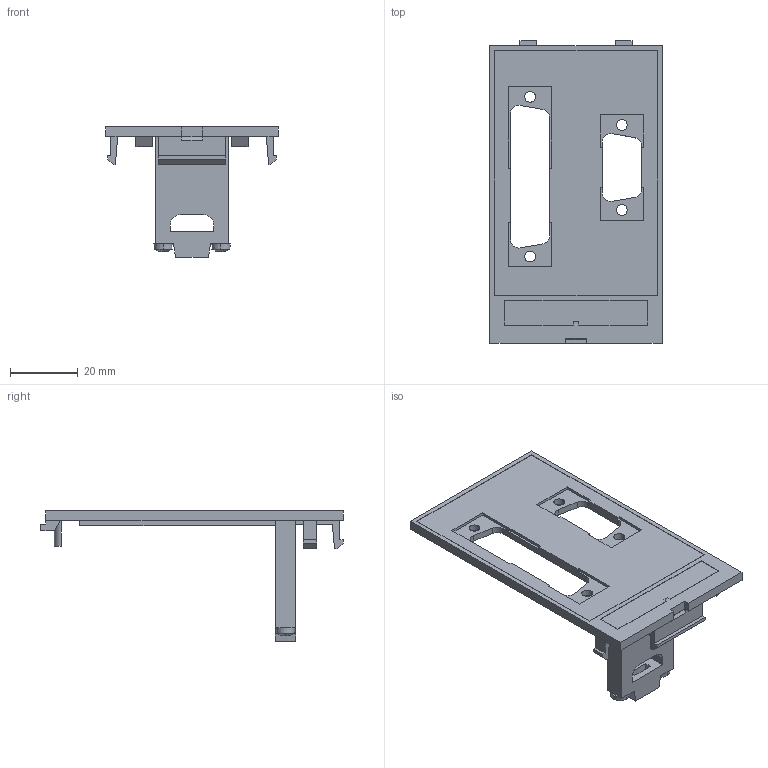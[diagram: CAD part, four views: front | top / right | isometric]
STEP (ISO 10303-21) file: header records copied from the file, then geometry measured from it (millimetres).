
FILE_DESCRIPTION(('Creo Elements/Direct Modeling STEP Export'),'2;1');
FILE_NAME('model.stp','2019-05-14T 1:52:46',(''),(''),'Creo Elements/Direct Modeling STEP processor for AP214 (Solid Model)','Creo Elements/Direct Modeling 20.1A 29-Sep-2018 (C) Parametric Technology GmbH','');
FILE_SCHEMA(('AUTOMOTIVE_DESIGN { 1 0 10303 214 1 1 1 1 }'));
Length unit declared in the file: millimetre
Products named in the file (2): VS_SI_FP_2DSUB9_DSUB5-select
Assembly tree (1 placements, depth 2):
  VS_SI_FP_2DSUB9_DSUB5-select
    VS_SI_FP_2DSUB9_DSUB5-select
Bounding box: 50.7 x 89 x 38.4 mm (x, y, z)
Volume: 15201.7 mm3; surface area: 11866.5 mm2
Topology: 1 solids, 1 shells, 194 faces, 554 edges, 366 vertices
Faces by surface type: plane 141, cone 24, cylinder 19, torus 8, sphere 2
Entity records: 7934 total; most frequent: CARTESIAN_POINT 1359, ORIENTED_EDGE 1100, DIRECTION 944, EDGE_CURVE 550, VECTOR 402, LINE 402, VERTEX_POINT 366, AXIS2_PLACEMENT_3D 271
